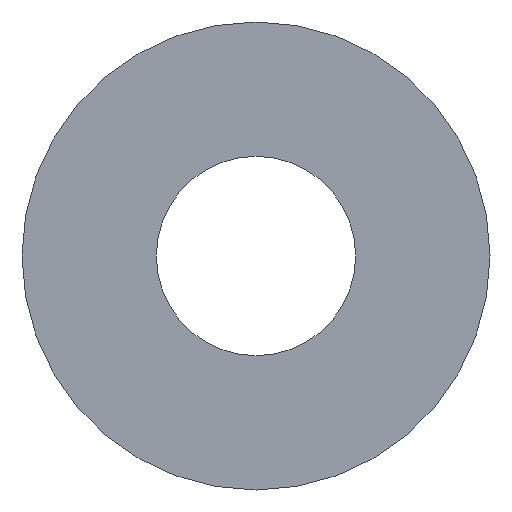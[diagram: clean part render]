
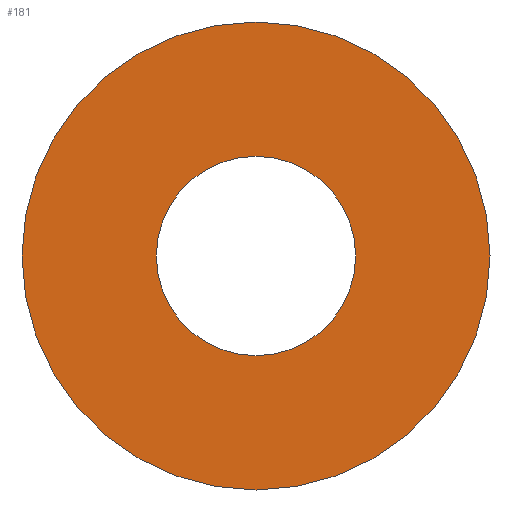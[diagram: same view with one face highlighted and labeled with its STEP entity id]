
A CAD part, front view. The second image highlights one B-rep face of the part: STEP entity #181.
In plain terms, the highlighted planar face has unit normal (0, -1, 0).
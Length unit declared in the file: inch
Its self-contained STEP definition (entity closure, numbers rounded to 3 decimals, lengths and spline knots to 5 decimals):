
#1 = DIRECTION ( 'NONE',  ( 0., 0., 1. ) ) ;
#2 = CARTESIAN_POINT ( 'NONE',  ( 0., 0., 0. ) ) ;
#3 = VERTEX_POINT ( 'NONE', #151 ) ;
#8 = VERTEX_POINT ( 'NONE', #47 ) ;
#13 = FACE_BOUND ( 'NONE', #57, .T. ) ;
#18 = CARTESIAN_POINT ( 'NONE',  ( 0., 0., 0. ) ) ;
#20 = EDGE_CURVE ( 'NONE', #8, #245, #100, .T. ) ;
#21 = DIRECTION ( 'NONE',  ( 0., 0., 1. ) ) ;
#23 = ORIENTED_EDGE ( 'NONE', *, *, #251, .F. ) ;
#31 = DIRECTION ( 'NONE',  ( 0., 0., 1. ) ) ;
#42 = VERTEX_POINT ( 'NONE', #152 ) ;
#47 = CARTESIAN_POINT ( 'NONE',  ( 0., 0., -0.05325 ) ) ;
#55 = CIRCLE ( 'NONE', #220, 0.125 ) ;
#57 = EDGE_LOOP ( 'NONE', ( #128, #205 ) ) ;
#58 = CARTESIAN_POINT ( 'NONE',  ( 0., 0., 0. ) ) ;
#76 = DIRECTION ( 'NONE',  ( 0., 0., 1. ) ) ;
#96 = DIRECTION ( 'NONE',  ( 0., 1., 0. ) ) ;
#100 = CIRCLE ( 'NONE', #238, 0.05325 ) ;
#110 = DIRECTION ( 'NONE',  ( 0., 1., 0. ) ) ;
#114 = CARTESIAN_POINT ( 'NONE',  ( 0., 0., 0. ) ) ;
#117 = ORIENTED_EDGE ( 'NONE', *, *, #136, .F. ) ;
#123 = DIRECTION ( 'NONE',  ( 0., 1., 0. ) ) ;
#126 = CARTESIAN_POINT ( 'NONE',  ( 0., 0., 0.05325 ) ) ;
#128 = ORIENTED_EDGE ( 'NONE', *, *, #190, .T. ) ;
#136 = EDGE_CURVE ( 'NONE', #42, #3, #55, .T. ) ;
#151 = CARTESIAN_POINT ( 'NONE',  ( 0., 0., -0.125 ) ) ;
#152 = CARTESIAN_POINT ( 'NONE',  ( 0., 0., 0.125 ) ) ;
#153 = CIRCLE ( 'NONE', #226, 0.05325 ) ;
#175 = AXIS2_PLACEMENT_3D ( 'NONE', #58, #192, #76 ) ;
#177 = EDGE_LOOP ( 'NONE', ( #23, #117 ) ) ;
#181 = ADVANCED_FACE ( 'NONE', ( #13, #214 ), #246, .F. ) ;
#190 = EDGE_CURVE ( 'NONE', #245, #8, #153, .T. ) ;
#192 = DIRECTION ( 'NONE',  ( 0., 1., 0. ) ) ;
#194 = DIRECTION ( 'NONE',  ( 0., 1., 0. ) ) ;
#203 = AXIS2_PLACEMENT_3D ( 'NONE', #114, #194, #1 ) ;
#205 = ORIENTED_EDGE ( 'NONE', *, *, #20, .T. ) ;
#214 = FACE_OUTER_BOUND ( 'NONE', #177, .T. ) ;
#220 = AXIS2_PLACEMENT_3D ( 'NONE', #18, #110, #31 ) ;
#226 = AXIS2_PLACEMENT_3D ( 'NONE', #2, #123, #21 ) ;
#230 = CARTESIAN_POINT ( 'NONE',  ( 0., 0., 0. ) ) ;
#234 = CIRCLE ( 'NONE', #175, 0.125 ) ;
#238 = AXIS2_PLACEMENT_3D ( 'NONE', #230, #96, #247 ) ;
#245 = VERTEX_POINT ( 'NONE', #126 ) ;
#246 = PLANE ( 'NONE',  #203 ) ;
#247 = DIRECTION ( 'NONE',  ( 0., 0., 1. ) ) ;
#251 = EDGE_CURVE ( 'NONE', #3, #42, #234, .T. ) ;
